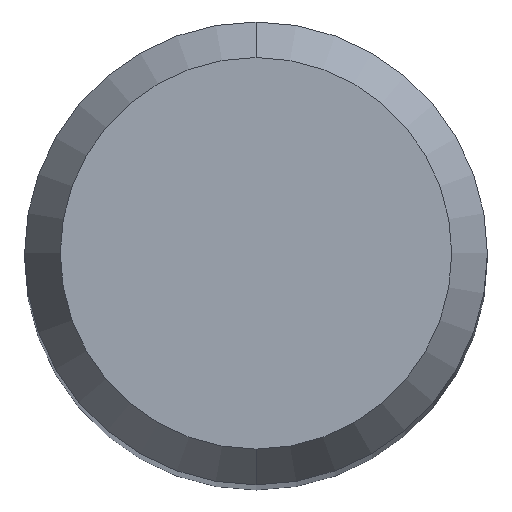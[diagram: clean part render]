
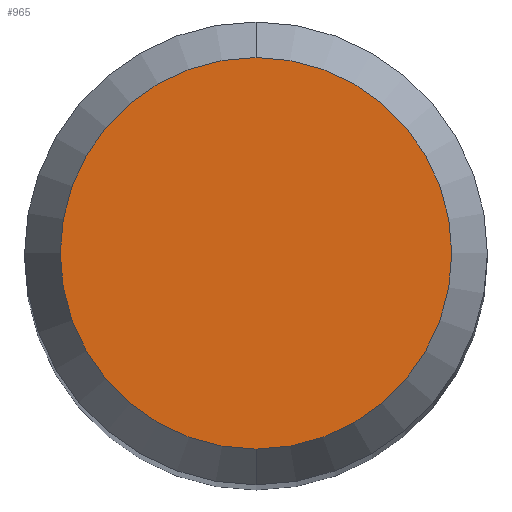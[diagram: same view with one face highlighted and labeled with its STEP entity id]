
A CAD part, top view. The second image highlights one B-rep face of the part: STEP entity #965.
In plain terms, the highlighted planar face has unit normal (0, 0, 1).
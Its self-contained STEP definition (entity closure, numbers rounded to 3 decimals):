
#545=EDGE_CURVE('',#979,#1537,#1581,.T.);
#899=EDGE_CURVE('',#1537,#979,#1968,.T.);
#965=ADVANCED_FACE('',(#2043),#2044,.T.);
#979=VERTEX_POINT('',#2058);
#1537=VERTEX_POINT('',#2666);
#1581=CIRCLE('',#2768,2.538);
#1968=CIRCLE('',#7468,2.538);
#2043=FACE_OUTER_BOUND('',#8876,.T.);
#2044=PLANE('',#8877);
#2058=CARTESIAN_POINT('',(0.,-2.538,0.0));
#2666=CARTESIAN_POINT('',(0.0,2.538,0.0));
#2768=AXIS2_PLACEMENT_3D('',#15715,#15716,#15717);
#7468=AXIS2_PLACEMENT_3D('',#16070,#16071,#16072);
#8876=EDGE_LOOP('',(#16211,#16212));
#8877=AXIS2_PLACEMENT_3D('',#16213,#16214,#16215);
#15715=CARTESIAN_POINT('',(0.0,0.0,0.0));
#15716=DIRECTION('',(0.0,0.0,-1.0));
#15717=DIRECTION('',(0.0,1.0,0.0));
#16070=CARTESIAN_POINT('',(0.0,0.0,0.0));
#16071=DIRECTION('',(0.0,0.0,-1.0));
#16072=DIRECTION('',(0.0,1.0,0.0));
#16211=ORIENTED_EDGE('',*,*,#899,.F.);
#16212=ORIENTED_EDGE('',*,*,#545,.F.);
#16213=CARTESIAN_POINT('',(0.0,1.269,0.0));
#16214=DIRECTION('',(-0.0,0.0,1.0));
#16215=DIRECTION('',(0.0,-1.0,0.0));
